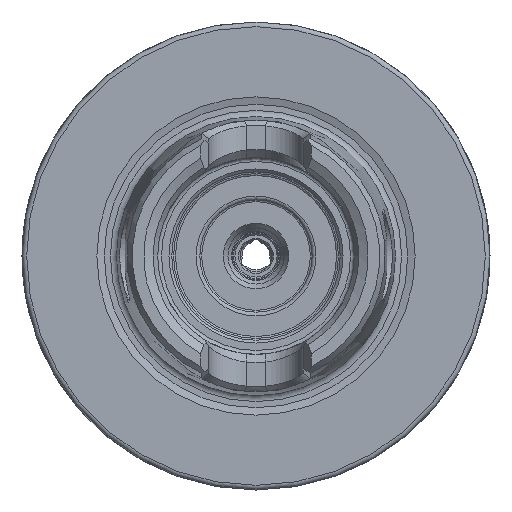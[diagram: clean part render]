
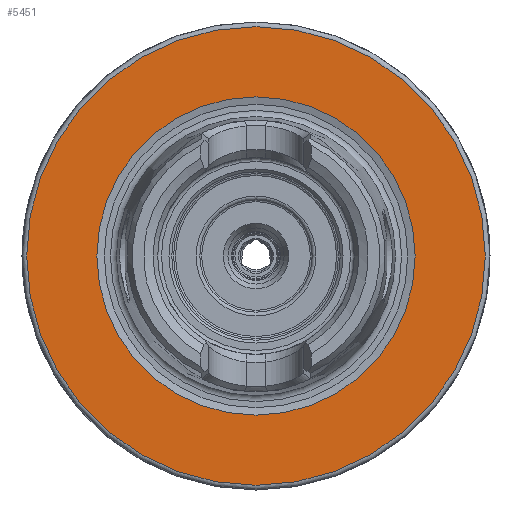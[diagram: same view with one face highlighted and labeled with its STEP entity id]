
A CAD part, left-side view. The second image highlights one B-rep face of the part: STEP entity #5451.
In plain terms, the highlighted planar face has unit normal (-1, 0, 0).
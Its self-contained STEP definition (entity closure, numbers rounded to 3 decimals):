
#5417=CARTESIAN_POINT('',(0.0,17.,0.0));
#5418=VERTEX_POINT('',#5417);
#5419=CARTESIAN_POINT('',(0.0,0.0,0.0));
#5420=DIRECTION('',(1.0,0.0,0.0));
#5421=DIRECTION('',(0.0,1.0,0.0));
#5422=AXIS2_PLACEMENT_3D('',#5419,#5420,#5421);
#5423=CIRCLE('',#5422,17.);
#5424=EDGE_CURVE('',#5418,#5418,#5423,.T.);
#5432=CARTESIAN_POINT('',(0.0,20.75,0.0));
#5433=DIRECTION('',(-1.0,0.0,0.0));
#5434=DIRECTION('',(0.0,0.0,1.0));
#5435=AXIS2_PLACEMENT_3D('',#5432,#5433,#5434);
#5436=PLANE('',#5435);
#5437=CARTESIAN_POINT('',(0.0,24.5,0.0));
#5438=VERTEX_POINT('',#5437);
#5439=CARTESIAN_POINT('',(0.0,0.0,0.0));
#5440=DIRECTION('',(1.0,0.0,0.0));
#5441=DIRECTION('',(0.0,1.0,0.0));
#5442=AXIS2_PLACEMENT_3D('',#5439,#5440,#5441);
#5443=CIRCLE('',#5442,24.5);
#5444=EDGE_CURVE('',#5438,#5438,#5443,.T.);
#5445=ORIENTED_EDGE('',*,*,#5444,.F.);
#5446=EDGE_LOOP('',(#5445));
#5447=FACE_OUTER_BOUND('',#5446,.T.);
#5448=ORIENTED_EDGE('',*,*,#5424,.T.);
#5449=EDGE_LOOP('',(#5448));
#5450=FACE_BOUND('',#5449,.T.);
#5451=ADVANCED_FACE('',(#5447,#5450),#5436,.T.);
